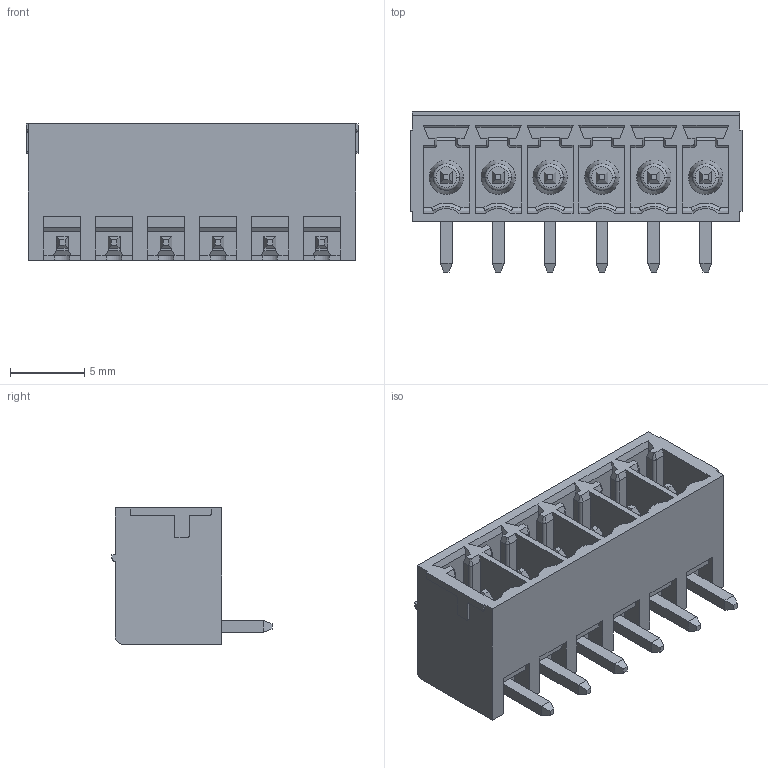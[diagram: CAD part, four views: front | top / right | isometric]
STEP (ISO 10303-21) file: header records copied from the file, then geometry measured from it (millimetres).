
FILE_DESCRIPTION (( 'STEP AP214' ), '1' );
FILE_NAME ('1844252.STEP', '2024-03-11T22:11:21', ( '' ), ( '' ), 'SwSTEP 2.0', 'SolidWorks 2021', '' );
FILE_SCHEMA (( 'AUTOMOTIVE_DESIGN' ));
Length unit declared in the file: millimetre
Products named in the file (3): MC 1,5 x-G-3,5_6; pin; 1844252
Assembly tree (7 placements, depth 2):
  1844252
    MC 1,5 x-G-3,5_6
    pin  x6
Bounding box: 22.4 x 10.8 x 9.2 mm (x, y, z)
Volume: 777.1 mm3; surface area: 2154.3 mm2
Topology: 7 solids, 7 shells, 549 faces, 1377 edges, 854 vertices
Faces by surface type: plane 403, cylinder 86, cone 42, torus 18
Entity records: 13736 total; most frequent: CARTESIAN_POINT 2466, ORIENTED_EDGE 2344, DIRECTION 2290, EDGE_CURVE 1172, LINE 914, VECTOR 914, VERTEX_POINT 744, AXIS2_PLACEMENT_3D 688
